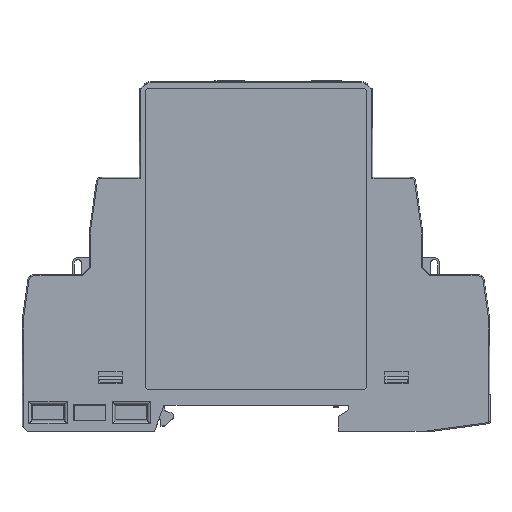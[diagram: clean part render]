
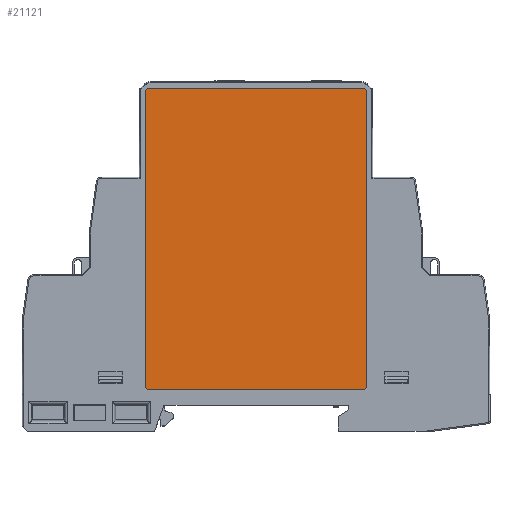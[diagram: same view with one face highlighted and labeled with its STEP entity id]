
A CAD part, top view. The second image highlights one B-rep face of the part: STEP entity #21121.
In plain terms, the highlighted planar face has unit normal (0, 0, 1).
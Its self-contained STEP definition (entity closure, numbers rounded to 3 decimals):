
#789=FACE_OUTER_BOUND('',#1912,.T.);
#1912=EDGE_LOOP('',(#14430,#14431,#14432,#14433,#14434,#14435,#14436,#14437));
#2911=CIRCLE('',#22367,0.5);
#2912=CIRCLE('',#22368,0.5);
#2913=CIRCLE('',#22369,0.5);
#2914=CIRCLE('',#22370,0.5);
#3998=LINE('',#31655,#6443);
#3999=LINE('',#31659,#6444);
#4000=LINE('',#31663,#6445);
#4001=LINE('',#31667,#6446);
#6443=VECTOR('',#25162,41.4);
#6444=VECTOR('',#25165,56.9);
#6445=VECTOR('',#25168,41.4);
#6446=VECTOR('',#25171,56.9);
#8814=VERTEX_POINT('',#31653);
#8815=VERTEX_POINT('',#31654);
#8816=VERTEX_POINT('',#31656);
#8817=VERTEX_POINT('',#31658);
#8818=VERTEX_POINT('',#31660);
#8819=VERTEX_POINT('',#31662);
#8820=VERTEX_POINT('',#31664);
#8821=VERTEX_POINT('',#31666);
#10960=EDGE_CURVE('',#8814,#8815,#3998,.T.);
#10961=EDGE_CURVE('',#8814,#8816,#2911,.T.);
#10962=EDGE_CURVE('',#8816,#8817,#3999,.T.);
#10963=EDGE_CURVE('',#8817,#8818,#2912,.T.);
#10964=EDGE_CURVE('',#8818,#8819,#4000,.T.);
#10965=EDGE_CURVE('',#8820,#8819,#2913,.T.);
#10966=EDGE_CURVE('',#8821,#8820,#4001,.T.);
#10967=EDGE_CURVE('',#8815,#8821,#2914,.T.);
#14430=ORIENTED_EDGE('',*,*,#10960,.F.);
#14431=ORIENTED_EDGE('',*,*,#10961,.T.);
#14432=ORIENTED_EDGE('',*,*,#10962,.T.);
#14433=ORIENTED_EDGE('',*,*,#10963,.T.);
#14434=ORIENTED_EDGE('',*,*,#10964,.T.);
#14435=ORIENTED_EDGE('',*,*,#10965,.F.);
#14436=ORIENTED_EDGE('',*,*,#10966,.F.);
#14437=ORIENTED_EDGE('',*,*,#10967,.F.);
#19187=PLANE('',#22366);
#21121=ADVANCED_FACE('',(#789),#19187,.T.);
#22366=AXIS2_PLACEMENT_3D('',#31652,#25160,#25161);
#22367=AXIS2_PLACEMENT_3D('',#31657,#25163,#25164);
#22368=AXIS2_PLACEMENT_3D('',#31661,#25166,#25167);
#22369=AXIS2_PLACEMENT_3D('',#31665,#25169,#25170);
#22370=AXIS2_PLACEMENT_3D('',#31668,#25172,#25173);
#25160=DIRECTION('center_axis',(0.,0.,1.));
#25161=DIRECTION('ref_axis',(1.,0.,0.));
#25162=DIRECTION('',(-1.,0.,0.));
#25163=DIRECTION('center_axis',(0.,0.,1.));
#25164=DIRECTION('ref_axis',(0.,1.,0.));
#25165=DIRECTION('',(0.,1.,0.));
#25166=DIRECTION('center_axis',(0.,0.,1.));
#25167=DIRECTION('ref_axis',(-1.,0.,0.));
#25168=DIRECTION('',(-1.,0.,0.));
#25169=DIRECTION('center_axis',(0.,0.,-1.));
#25170=DIRECTION('ref_axis',(1.,0.,0.));
#25171=DIRECTION('',(0.,1.,0.));
#25172=DIRECTION('center_axis',(0.,0.,-1.));
#25173=DIRECTION('ref_axis',(0.,1.,0.));
#31652=CARTESIAN_POINT('Origin',(10.571,29.95,8.75));
#31653=CARTESIAN_POINT('',(20.7,1.,8.75));
#31654=CARTESIAN_POINT('',(-20.7,1.,8.75));
#31655=CARTESIAN_POINT('',(20.7,1.,8.75));
#31656=CARTESIAN_POINT('',(21.2,1.5,8.75));
#31657=CARTESIAN_POINT('Origin',(20.7,1.5,8.75));
#31658=CARTESIAN_POINT('',(21.2,58.4,8.75));
#31659=CARTESIAN_POINT('',(21.2,1.5,8.75));
#31660=CARTESIAN_POINT('',(20.7,58.9,8.75));
#31661=CARTESIAN_POINT('Origin',(20.7,58.4,8.75));
#31662=CARTESIAN_POINT('',(-20.7,58.9,8.75));
#31663=CARTESIAN_POINT('',(20.7,58.9,8.75));
#31664=CARTESIAN_POINT('',(-21.2,58.4,8.75));
#31665=CARTESIAN_POINT('Origin',(-20.7,58.4,8.75));
#31666=CARTESIAN_POINT('',(-21.2,1.5,8.75));
#31667=CARTESIAN_POINT('',(-21.2,1.5,8.75));
#31668=CARTESIAN_POINT('Origin',(-20.7,1.5,8.75));
